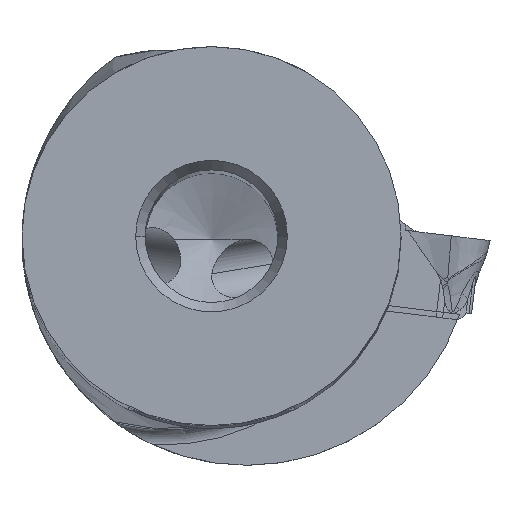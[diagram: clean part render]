
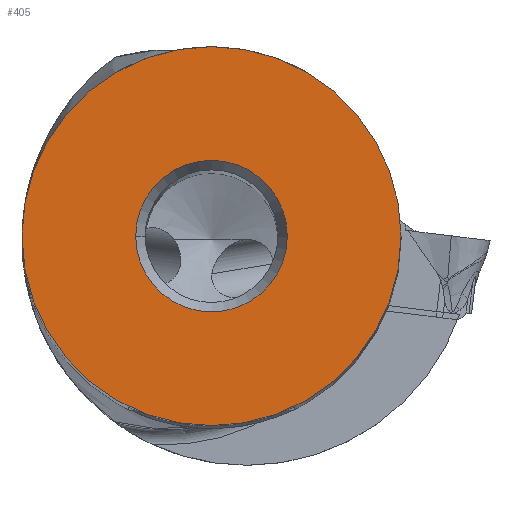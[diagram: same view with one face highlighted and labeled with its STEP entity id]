
A CAD part, top view. The second image highlights one B-rep face of the part: STEP entity #405.
In plain terms, the highlighted planar face has unit normal (0, 0, 1).
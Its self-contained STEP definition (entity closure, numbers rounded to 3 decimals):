
#40=FACE_BOUND('',#860,.T.);
#41=FACE_BOUND('',#861,.T.);
#209=PLANE('',#4171);
#405=ADVANCED_FACE('',(#40,#41),#209,.T.);
#860=EDGE_LOOP('',(#1984,#1985));
#861=EDGE_LOOP('',(#1986,#1987));
#1984=ORIENTED_EDGE('',*,*,#2990,.F.);
#1985=ORIENTED_EDGE('',*,*,#2991,.F.);
#1986=ORIENTED_EDGE('',*,*,#2989,.F.);
#1987=ORIENTED_EDGE('',*,*,#2987,.F.);
#2414=VERTEX_POINT('',#12246);
#2415=VERTEX_POINT('',#12248);
#2416=VERTEX_POINT('',#12254);
#2417=VERTEX_POINT('',#12255);
#2987=EDGE_CURVE('',#2414,#2415,#3437,.T.);
#2989=EDGE_CURVE('',#2415,#2414,#3438,.T.);
#2990=EDGE_CURVE('',#2416,#2417,#3439,.T.);
#2991=EDGE_CURVE('',#2417,#2416,#3440,.T.);
#3437=CIRCLE('',#4165,4.);
#3438=CIRCLE('',#4167,4.);
#3439=CIRCLE('',#4169,10.);
#3440=CIRCLE('',#4170,10.);
#4165=AXIS2_PLACEMENT_3D('',#12247,#4835,#4836);
#4167=AXIS2_PLACEMENT_3D('',#12251,#4840,#4841);
#4169=AXIS2_PLACEMENT_3D('',#12253,#4844,#4845);
#4170=AXIS2_PLACEMENT_3D('',#12256,#4846,#4847);
#4171=AXIS2_PLACEMENT_3D('',#12257,#4848,#4849);
#4835=DIRECTION('',(0.,0.,1.));
#4836=DIRECTION('',(1.,0.,0.));
#4840=DIRECTION('',(0.,0.,1.));
#4841=DIRECTION('',(-1.,0.,0.));
#4844=DIRECTION('',(0.,0.,-1.));
#4845=DIRECTION('',(-1.,0.,0.));
#4846=DIRECTION('',(0.,0.,-1.));
#4847=DIRECTION('',(1.,0.,0.));
#4848=DIRECTION('',(0.,0.,1.));
#4849=DIRECTION('',(1.,0.,0.));
#12246=CARTESIAN_POINT('',(4.,0.,0.));
#12247=CARTESIAN_POINT('',(0.,0.,0.));
#12248=CARTESIAN_POINT('',(-4.,0.,0.));
#12251=CARTESIAN_POINT('',(0.,0.,0.));
#12253=CARTESIAN_POINT('',(0.,0.,0.));
#12254=CARTESIAN_POINT('',(-10.,0.,0.));
#12255=CARTESIAN_POINT('',(10.,0.,0.));
#12256=CARTESIAN_POINT('',(0.,0.,0.));
#12257=CARTESIAN_POINT('',(0.,0.,0.));
